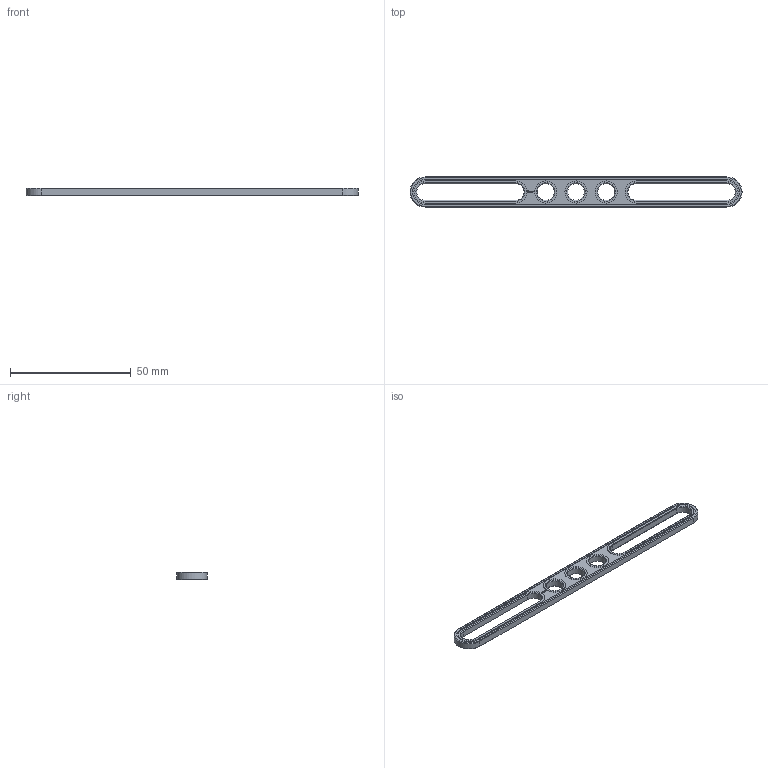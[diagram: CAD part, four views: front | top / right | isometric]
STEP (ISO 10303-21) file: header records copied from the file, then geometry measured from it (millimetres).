
FILE_DESCRIPTION(('FreeCAD Model'),'2;1');
FILE_NAME('Open CASCADE Shape Model','2023-01-08T23:19:15',(''),(''), 'Open CASCADE STEP processor 7.6','FreeCAD','Unknown');
FILE_SCHEMA(('AUTOMOTIVE_DESIGN { 1 0 10303 214 1 1 1 1 }'));
Length unit declared in the file: millimetre
Products named in the file (1): Brace STR SLT BE ERR BU11x01x00.25x04 - SPN-BRC-0311 (stemfie.org)
Bounding box: 137.5 x 12.5 x 3.12 mm (x, y, z)
Volume: 2905 mm3; surface area: 3576.2 mm2
Topology: 1 solids, 1 shells, 571 faces, 1566 edges, 1035 vertices
Faces by surface type: plane 353, extrusion 182, cone 18, cylinder 18
Full cylindrical faces by diameter (mm): 7 x3, 9.2 x3
Entity records: 39668 total; most frequent: CARTESIAN_POINT 9681, DIRECTION 4797, VECTOR 3873, LINE 3691, ORIENTED_EDGE 3132, PCURVE 3132, DEFINITIONAL_REPRESENTATION 3132, EDGE_CURVE 1566
